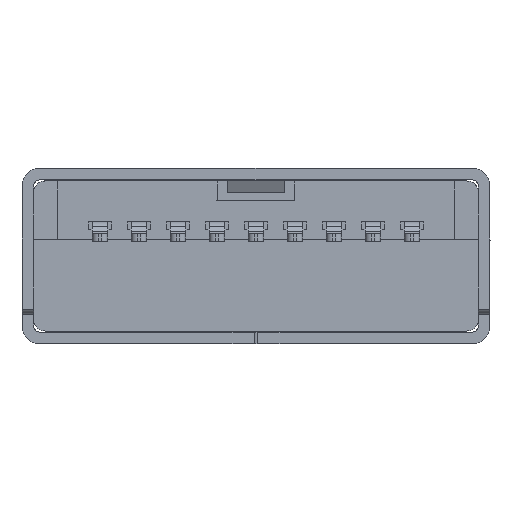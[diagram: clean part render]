
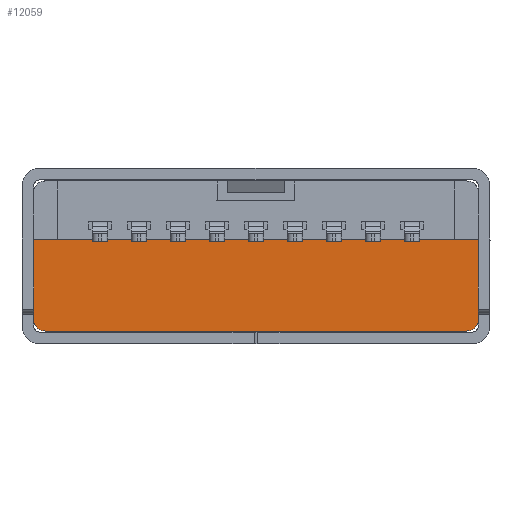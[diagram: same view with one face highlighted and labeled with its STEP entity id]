
A CAD part, left-side view. The second image highlights one B-rep face of the part: STEP entity #12059.
In plain terms, the highlighted planar face has unit normal (-1, 0, 0).
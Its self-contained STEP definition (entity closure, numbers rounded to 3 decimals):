
#621=FACE_OUTER_BOUND('',#1247,.T.);
#1247=EDGE_LOOP('',(#8154,#8155,#8156,#8157,#8158,#8159,#8160,#8161,#8162,
#8163,#8164,#8165));
#1901=CIRCLE('',#12704,0.3);
#1902=CIRCLE('',#12705,0.3);
#2255=LINE('',#17075,#3681);
#2262=LINE('',#17094,#3688);
#2314=LINE('',#17203,#3740);
#2318=LINE('',#17211,#3744);
#2326=LINE('',#17231,#3752);
#2327=LINE('',#17236,#3753);
#2328=LINE('',#17238,#3754);
#2329=LINE('',#17240,#3755);
#2330=LINE('',#17242,#3756);
#2331=LINE('',#17243,#3757);
#3681=VECTOR('',#13689,10.);
#3688=VECTOR('',#13702,10.);
#3740=VECTOR('',#13762,0.9);
#3744=VECTOR('',#13766,0.9);
#3752=VECTOR('',#13784,0.325);
#3753=VECTOR('',#13789,10.8);
#3754=VECTOR('',#13792,0.325);
#3755=VECTOR('',#13793,0.25);
#3756=VECTOR('',#13794,9.6);
#3757=VECTOR('',#13795,0.25);
#5111=VERTEX_POINT('',#17073);
#5112=VERTEX_POINT('',#17074);
#5120=VERTEX_POINT('',#17092);
#5121=VERTEX_POINT('',#17093);
#5173=VERTEX_POINT('',#17200);
#5174=VERTEX_POINT('',#17202);
#5177=VERTEX_POINT('',#17208);
#5178=VERTEX_POINT('',#17210);
#5186=VERTEX_POINT('',#17233);
#5187=VERTEX_POINT('',#17235);
#5188=VERTEX_POINT('',#17239);
#5189=VERTEX_POINT('',#17241);
#6284=EDGE_CURVE('',#5111,#5112,#2255,.T.);
#6293=EDGE_CURVE('',#5120,#5121,#2262,.T.);
#6347=EDGE_CURVE('',#5174,#5173,#2314,.T.);
#6351=EDGE_CURVE('',#5178,#5177,#2318,.T.);
#6363=EDGE_CURVE('',#5173,#5111,#2326,.T.);
#6364=EDGE_CURVE('',#5186,#5112,#1901,.T.);
#6365=EDGE_CURVE('',#5186,#5187,#2327,.T.);
#6366=EDGE_CURVE('',#5120,#5187,#1902,.T.);
#6367=EDGE_CURVE('',#5178,#5121,#2328,.T.);
#6368=EDGE_CURVE('',#5188,#5177,#2329,.T.);
#6369=EDGE_CURVE('',#5189,#5188,#2330,.T.);
#6370=EDGE_CURVE('',#5189,#5174,#2331,.T.);
#8154=ORIENTED_EDGE('',*,*,#6284,.T.);
#8155=ORIENTED_EDGE('',*,*,#6364,.F.);
#8156=ORIENTED_EDGE('',*,*,#6365,.T.);
#8157=ORIENTED_EDGE('',*,*,#6366,.F.);
#8158=ORIENTED_EDGE('',*,*,#6293,.T.);
#8159=ORIENTED_EDGE('',*,*,#6367,.F.);
#8160=ORIENTED_EDGE('',*,*,#6351,.T.);
#8161=ORIENTED_EDGE('',*,*,#6368,.F.);
#8162=ORIENTED_EDGE('',*,*,#6369,.F.);
#8163=ORIENTED_EDGE('',*,*,#6370,.T.);
#8164=ORIENTED_EDGE('',*,*,#6347,.T.);
#8165=ORIENTED_EDGE('',*,*,#6363,.T.);
#11626=PLANE('',#12703);
#12059=ADVANCED_FACE('',(#621),#11626,.F.);
#12703=AXIS2_PLACEMENT_3D('',#17232,#13785,#13786);
#12704=AXIS2_PLACEMENT_3D('',#17234,#13787,#13788);
#12705=AXIS2_PLACEMENT_3D('',#17237,#13790,#13791);
#13689=DIRECTION('',(0.,0.,-1.));
#13702=DIRECTION('',(0.,0.,1.));
#13762=DIRECTION('',(0.,1.,0.));
#13766=DIRECTION('',(0.,1.,0.));
#13784=DIRECTION('',(0.,0.,-1.));
#13785=DIRECTION('center_axis',(1.,0.,0.));
#13786=DIRECTION('ref_axis',(0.,1.,0.));
#13787=DIRECTION('center_axis',(1.,0.,0.));
#13788=DIRECTION('ref_axis',(0.,0.,
-1.));
#13789=DIRECTION('',(0.,-1.,0.));
#13790=DIRECTION('center_axis',(1.,0.,0.));
#13791=DIRECTION('ref_axis',(0.,-1.,0.));
#13792=DIRECTION('',(0.,0.,-1.));
#13793=DIRECTION('',(0.,0.,-1.));
#13794=DIRECTION('',(0.,-1.,0.));
#13795=DIRECTION('',(0.,0.,-1.));
#17073=CARTESIAN_POINT('',(-4.375,5.7,-0.275));
#17074=CARTESIAN_POINT('',(-4.375,5.7,-2.));
#17075=CARTESIAN_POINT('',(-4.375,5.7,-1.581));
#17092=CARTESIAN_POINT('',(-4.375,-5.7,-2.));
#17093=CARTESIAN_POINT('',(-4.375,-5.7,-0.275));
#17094=CARTESIAN_POINT('',(-4.375,-5.7,-0.719));
#17200=CARTESIAN_POINT('',(-4.375,5.7,0.05));
#17202=CARTESIAN_POINT('',(-4.375,4.8,0.05));
#17203=CARTESIAN_POINT('',(-4.375,4.8,0.05));
#17208=CARTESIAN_POINT('',(-4.375,-4.8,0.05));
#17210=CARTESIAN_POINT('',(-4.375,-5.7,0.05));
#17211=CARTESIAN_POINT('',(-4.375,-5.7,0.05));
#17231=CARTESIAN_POINT('',(-4.375,5.7,0.05));
#17232=CARTESIAN_POINT('Origin',(-4.375,0.,-1.162));
#17233=CARTESIAN_POINT('',(-4.375,5.4,-2.3));
#17234=CARTESIAN_POINT('Origin',(-4.375,5.4,-2.));
#17235=CARTESIAN_POINT('',(-4.375,-5.4,-2.3));
#17236=CARTESIAN_POINT('',(-4.375,5.4,-2.3));
#17237=CARTESIAN_POINT('Origin',(-4.375,-5.4,-2.));
#17238=CARTESIAN_POINT('',(-4.375,-5.7,0.05));
#17239=CARTESIAN_POINT('',(-4.375,-4.8,0.3));
#17240=CARTESIAN_POINT('',(-4.375,-4.8,0.3));
#17241=CARTESIAN_POINT('',(-4.375,4.8,0.3));
#17242=CARTESIAN_POINT('',(-4.375,4.8,0.3));
#17243=CARTESIAN_POINT('',(-4.375,4.8,0.3));
